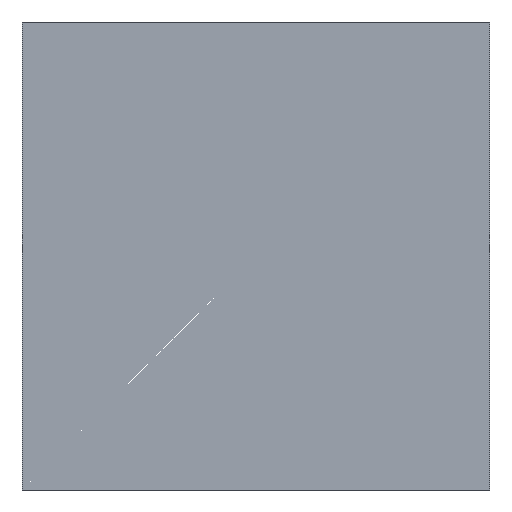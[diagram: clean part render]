
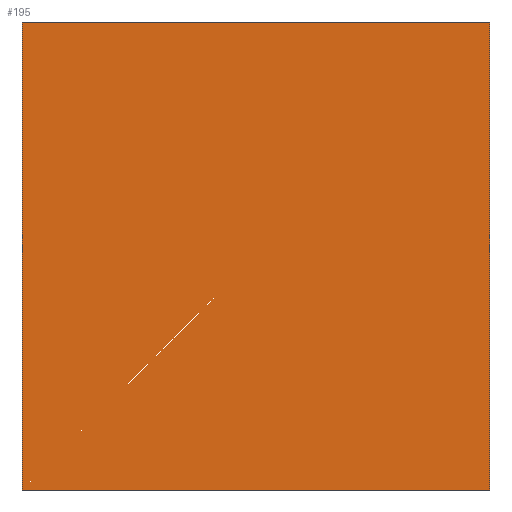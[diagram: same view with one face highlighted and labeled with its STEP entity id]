
A CAD part, front view. The second image highlights one B-rep face of the part: STEP entity #195.
In plain terms, the highlighted planar face has unit normal (0, -1, 0).
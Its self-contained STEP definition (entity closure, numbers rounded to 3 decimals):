
#1 = ORIENTED_EDGE ( 'NONE', *, *, #103, .F. ) ;
#9 = VECTOR ( 'NONE', #56, 1000. ) ;
#12 = LINE ( 'NONE', #200, #264 ) ;
#14 = EDGE_CURVE ( 'NONE', #185, #85, #279, .T. ) ;
#32 = DIRECTION ( 'NONE',  ( 1., 0., 0. ) ) ;
#39 = VECTOR ( 'NONE', #32, 1000. ) ;
#43 = EDGE_LOOP ( 'NONE', ( #52, #84, #142, #1 ) ) ;
#46 = VERTEX_POINT ( 'NONE', #175 ) ;
#52 = ORIENTED_EDGE ( 'NONE', *, *, #126, .F. ) ;
#54 = CARTESIAN_POINT ( 'NONE',  ( 2.5, 0., -2.5 ) ) ;
#56 = DIRECTION ( 'NONE',  ( 0., 0., -1. ) ) ;
#73 = CARTESIAN_POINT ( 'NONE',  ( 2.5, 0., 2.5 ) ) ;
#81 = DIRECTION ( 'NONE',  ( 0., 0., 1. ) ) ;
#84 = ORIENTED_EDGE ( 'NONE', *, *, #249, .F. ) ;
#85 = VERTEX_POINT ( 'NONE', #262 ) ;
#87 = VECTOR ( 'NONE', #223, 1000. ) ;
#96 = LINE ( 'NONE', #123, #87 ) ;
#103 = EDGE_CURVE ( 'NONE', #289, #185, #272, .T. ) ;
#104 = PLANE ( 'NONE',  #135 ) ;
#123 = CARTESIAN_POINT ( 'NONE',  ( -2.5, 0., -2.5 ) ) ;
#126 = EDGE_CURVE ( 'NONE', #46, #289, #96, .T. ) ;
#135 = AXIS2_PLACEMENT_3D ( 'NONE', #165, #209, #81 ) ;
#142 = ORIENTED_EDGE ( 'NONE', *, *, #14, .F. ) ;
#165 = CARTESIAN_POINT ( 'NONE',  ( 0., 0., 0. ) ) ;
#175 = CARTESIAN_POINT ( 'NONE',  ( -2.5, 0., -2.5 ) ) ;
#185 = VERTEX_POINT ( 'NONE', #73 ) ;
#189 = CARTESIAN_POINT ( 'NONE',  ( -2.5, 0., 2.5 ) ) ;
#195 = ADVANCED_FACE ( 'NONE', ( #244 ), #104, .F. ) ;
#200 = CARTESIAN_POINT ( 'NONE',  ( -2.5, 0., -2.5 ) ) ;
#206 = DIRECTION ( 'NONE',  ( -1., 0., 0. ) ) ;
#209 = DIRECTION ( 'NONE',  ( 0., 1., 0. ) ) ;
#223 = DIRECTION ( 'NONE',  ( 0., 0., 1. ) ) ;
#237 = CARTESIAN_POINT ( 'NONE',  ( -2.5, 0., 2.5 ) ) ;
#244 = FACE_OUTER_BOUND ( 'NONE', #43, .T. ) ;
#249 = EDGE_CURVE ( 'NONE', #85, #46, #12, .T. ) ;
#262 = CARTESIAN_POINT ( 'NONE',  ( 2.5, 0., -2.5 ) ) ;
#264 = VECTOR ( 'NONE', #206, 1000. ) ;
#272 = LINE ( 'NONE', #189, #39 ) ;
#279 = LINE ( 'NONE', #54, #9 ) ;
#289 = VERTEX_POINT ( 'NONE', #237 ) ;
